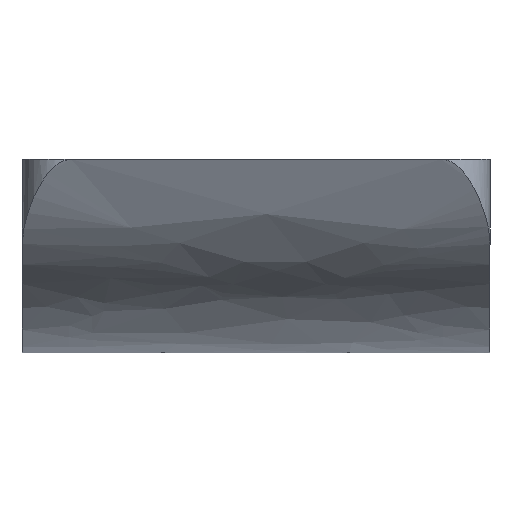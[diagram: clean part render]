
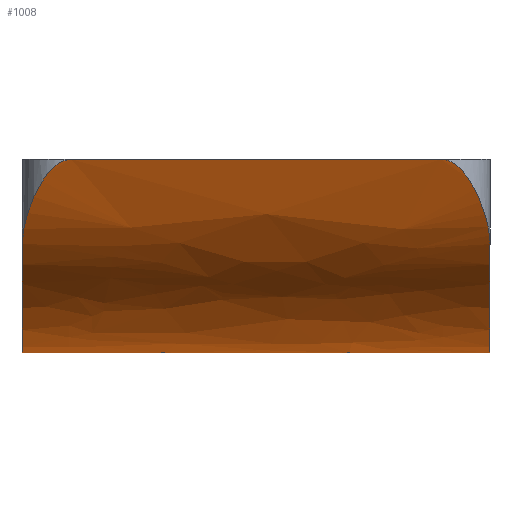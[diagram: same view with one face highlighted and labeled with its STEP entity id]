
A CAD part, front view. The second image highlights one B-rep face of the part: STEP entity #1008.
In plain terms, the highlighted free-form (B-spline) face has degree [3, 1] with [4, 2] control points.
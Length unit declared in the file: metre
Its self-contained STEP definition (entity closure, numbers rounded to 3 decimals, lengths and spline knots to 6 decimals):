
#20=B_SPLINE_SURFACE_WITH_KNOTS('',3,1,((#1562,#1563),(#1564,#1565),(#1566,
#1567),(#1568,#1569)),.SURF_OF_LINEAR_EXTRUSION.,.F.,.F.,.F.,(4,4),(2,2),
(0.,1.),(0.,1.),.PIECEWISE_BEZIER_KNOTS.);
#21=B_SPLINE_CURVE_WITH_KNOTS('',3,(#1546,#1547,#1548,#1549),
 .UNSPECIFIED.,.F.,.F.,(4,4),(0.,1.),.PIECEWISE_BEZIER_KNOTS.);
#22=B_SPLINE_CURVE_WITH_KNOTS('',3,(#1556,#1557,#1558,#1559),
 .UNSPECIFIED.,.F.,.F.,(4,4),(0.,1.),.PIECEWISE_BEZIER_KNOTS.);
#23=B_SPLINE_CURVE_WITH_KNOTS('',3,(#1570,#1571,#1572,#1573,#1574,#1575,
#1576,#1577,#1578),.UNSPECIFIED.,.F.,.F.,(4,1,1,1,1,1,4),(0.,
0.003768,0.007536,0.00942,0.011304,
0.013188,0.015072),.UNSPECIFIED.);
#24=B_SPLINE_CURVE_WITH_KNOTS('',3,(#1581,#1582,#1583,#1584,#1585,#1586,
#1587,#1588,#1589),.UNSPECIFIED.,.F.,.F.,(4,1,1,1,1,1,4),(0.,0.001902,
0.003804,0.005705,0.007607,0.011411,
0.015215),.UNSPECIFIED.);
#165=ORIENTED_EDGE('',*,*,#417,.F.);
#166=ORIENTED_EDGE('',*,*,#415,.T.);
#167=ORIENTED_EDGE('',*,*,#418,.F.);
#168=ORIENTED_EDGE('',*,*,#345,.F.);
#169=ORIENTED_EDGE('',*,*,#419,.F.);
#170=ORIENTED_EDGE('',*,*,#411,.T.);
#171=ORIENTED_EDGE('',*,*,#420,.F.);
#172=ORIENTED_EDGE('',*,*,#368,.T.);
#345=EDGE_CURVE('',#490,#491,#585,.T.);
#368=EDGE_CURVE('',#514,#513,#604,.T.);
#411=EDGE_CURVE('',#537,#536,#21,.T.);
#415=EDGE_CURVE('',#539,#538,#22,.F.);
#417=EDGE_CURVE('',#539,#513,#23,.T.);
#418=EDGE_CURVE('',#491,#538,#649,.T.);
#419=EDGE_CURVE('',#537,#490,#650,.T.);
#420=EDGE_CURVE('',#514,#536,#24,.T.);
#490=VERTEX_POINT('',#1415);
#491=VERTEX_POINT('',#1416);
#513=VERTEX_POINT('',#1461);
#514=VERTEX_POINT('',#1463);
#536=VERTEX_POINT('',#1545);
#537=VERTEX_POINT('',#1550);
#538=VERTEX_POINT('',#1555);
#539=VERTEX_POINT('',#1560);
#585=LINE('',#1414,#712);
#604=LINE('',#1462,#731);
#649=LINE('',#1579,#776);
#650=LINE('',#1580,#777);
#712=VECTOR('',#1139,1.);
#731=VECTOR('',#1168,1.);
#776=VECTOR('',#1255,1.);
#777=VECTOR('',#1256,1.);
#848=EDGE_LOOP('',(#165,#166,#167,#168,#169,#170,#171,#172));
#908=FACE_BOUND('',#848,.T.);
#1008=ADVANCED_FACE('',(#908),#20,.F.);
#1139=DIRECTION('',(-1.,0.,0.));
#1168=DIRECTION('',(-1.,0.,0.));
#1255=DIRECTION('',(-1.,0.,0.));
#1256=DIRECTION('',(-1.,0.,0.));
#1414=CARTESIAN_POINT('',(0.00339,0.032045,0.));
#1415=CARTESIAN_POINT('',(0.015421,0.032045,0.));
#1416=CARTESIAN_POINT('',(-0.008679,0.032045,0.));
#1461=CARTESIAN_POINT('',(-0.020491,-0.018955,0.025));
#1462=CARTESIAN_POINT('',(0.00339,-0.018955,0.025));
#1463=CARTESIAN_POINT('',(0.027271,-0.018955,0.025));
#1545=CARTESIAN_POINT('',(0.033621,-0.012605,0.014031));
#1546=CARTESIAN_POINT('',(0.033621,0.032045,0.));
#1547=CARTESIAN_POINT('',(0.033621,-0.007647,0.));
#1548=CARTESIAN_POINT('',(0.033621,-0.014835,0.015211));
#1549=CARTESIAN_POINT('',(0.033621,-0.018955,0.025));
#1550=CARTESIAN_POINT('',(0.033621,0.032045,0.));
#1555=CARTESIAN_POINT('',(-0.026841,0.032045,0.));
#1556=CARTESIAN_POINT('',(-0.026841,0.032045,0.));
#1557=CARTESIAN_POINT('',(-0.026841,-0.007647,0.));
#1558=CARTESIAN_POINT('',(-0.026841,-0.014835,0.015211));
#1559=CARTESIAN_POINT('',(-0.026841,-0.018955,0.025));
#1560=CARTESIAN_POINT('',(-0.026841,-0.012605,0.014031));
#1562=CARTESIAN_POINT('',(-0.026841,0.032045,0.));
#1563=CARTESIAN_POINT('',(0.033621,0.032045,0.));
#1564=CARTESIAN_POINT('',(-0.026841,-0.007647,0.));
#1565=CARTESIAN_POINT('',(0.033621,-0.007647,0.));
#1566=CARTESIAN_POINT('',(-0.026841,-0.014835,0.015211));
#1567=CARTESIAN_POINT('',(0.033621,-0.014835,0.015211));
#1568=CARTESIAN_POINT('',(-0.026841,-0.018955,0.025));
#1569=CARTESIAN_POINT('',(0.033621,-0.018955,0.025));
#1570=CARTESIAN_POINT('',(-0.026841,-0.012605,0.014031));
#1571=CARTESIAN_POINT('',(-0.026841,-0.013436,0.014997));
#1572=CARTESIAN_POINT('',(-0.02653,-0.014934,0.01699));
#1573=CARTESIAN_POINT('',(-0.025614,-0.016472,0.01963));
#1574=CARTESIAN_POINT('',(-0.024596,-0.017494,0.02168));
#1575=CARTESIAN_POINT('',(-0.023619,-0.018177,0.023177));
#1576=CARTESIAN_POINT('',(-0.022352,-0.018747,0.024503));
#1577=CARTESIAN_POINT('',(-0.021135,-0.018955,0.025));
#1578=CARTESIAN_POINT('',(-0.020491,-0.018955,0.025));
#1579=CARTESIAN_POINT('',(0.00339,0.032045,0.));
#1580=CARTESIAN_POINT('',(0.00339,0.032045,0.));
#1581=CARTESIAN_POINT('',(0.027271,-0.018955,0.025));
#1582=CARTESIAN_POINT('',(0.027916,-0.018955,0.025));
#1583=CARTESIAN_POINT('',(0.029126,-0.018749,0.024507));
#1584=CARTESIAN_POINT('',(0.030397,-0.018179,0.02318));
#1585=CARTESIAN_POINT('',(0.03137,-0.017499,0.021691));
#1586=CARTESIAN_POINT('',(0.032394,-0.016474,0.019633));
#1587=CARTESIAN_POINT('',(0.033306,-0.014945,0.017006));
#1588=CARTESIAN_POINT('',(0.033621,-0.013434,0.014995));
#1589=CARTESIAN_POINT('',(0.033621,-0.012605,0.014031));
